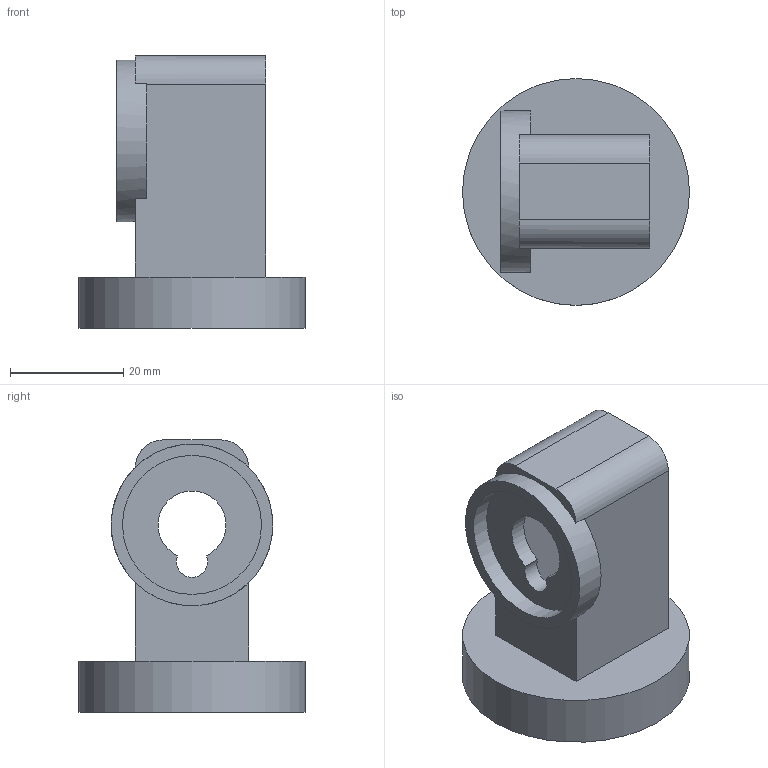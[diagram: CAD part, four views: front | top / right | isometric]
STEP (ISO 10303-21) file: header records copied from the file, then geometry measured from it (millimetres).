
FILE_DESCRIPTION(/* description */ ('STEP AP214','CAx-IF Rec.Pracs.---User Defined Attributes---1.5---2016-08-15'),/* implementation_level */ '2;1');
FILE_NAME(/* name */ '6951422ae2474bc8590228f7',/* time_stamp */ '2025-12-28T14:43:55Z',/* author */ (''),/* organization */ (''),/* preprocessor_version */ 'ST-DEVELOPER v20',/* originating_system */ 'ONSHAPE BY PTC INC, 1.208',/* authorisation */ ' ');
FILE_SCHEMA (('AUTOMOTIVE_DESIGN {1 0 10303 214 3 1 1}'));
Length unit declared in the file: metre
Products named in the file (1): Part 1
Bounding box: 40 x 40 x 48 mm (x, y, z)
Volume: 13914.7 mm3; surface area: 10225.2 mm2
Topology: 1 solids, 1 shells, 39 faces, 102 edges, 67 vertices
Faces by surface type: plane 24, cylinder 15
Full cylindrical faces by diameter (mm): 2 x2, 2.5 x2, 6 x1, 24.5 x1, 28.5 x1, 34 x1, 40 x1
Entity records: 1164 total; most frequent: DIRECTION 204, CARTESIAN_POINT 190, ORIENTED_EDGE 176, EDGE_CURVE 88, AXIS2_PLACEMENT_3D 76, VERTEX_POINT 62, EDGE_LOOP 58, FACE_BOUND 58
